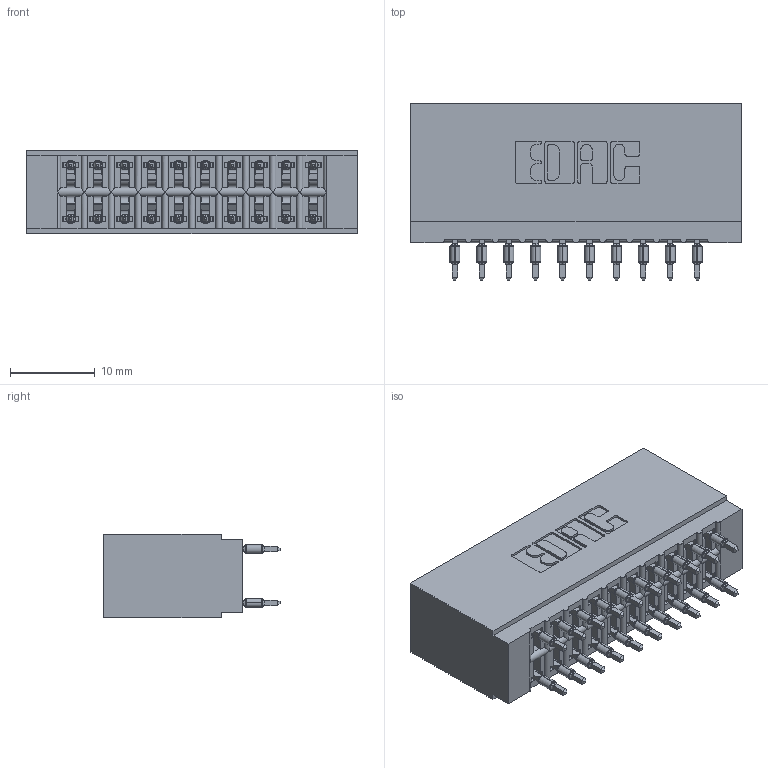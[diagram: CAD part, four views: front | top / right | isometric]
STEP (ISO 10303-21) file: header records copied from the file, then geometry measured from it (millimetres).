
FILE_DESCRIPTION (( 'STEP AP203' ), '1' );
FILE_NAME ('746-020-560-201.STEP', '2026-02-26T22:27:43', ( '' ), ( '' ), 'SwSTEP 2.0', 'SolidWorks 2023', '' );
FILE_SCHEMA (( 'CONFIG_CONTROL_DESIGN' ));
Length unit declared in the file: millimetre
Products named in the file (3): 746-020-560-201; 746 Part_.515 Slot Depth - 01; 746-292-001_560
Assembly tree (21 placements, depth 2):
  746-020-560-201
    746 Part_.515 Slot Depth - 01
    746-292-001_560  x20
Bounding box: 38.99 x 20.82 x 9.91 mm (x, y, z)
Volume: 4454.5 mm3; surface area: 6837.2 mm2
Topology: 21 solids, 21 shells, 1987 faces, 5523 edges, 3545 vertices
Faces by surface type: plane 995, cylinder 472, bspline 400, torus 120
Entity records: 20136 total; most frequent: CARTESIAN_POINT 4279, ORIENTED_EDGE 3370, DIRECTION 2875, EDGE_CURVE 1685, VECTOR 1393, LINE 1393, VERTEX_POINT 1113, AXIS2_PLACEMENT_3D 741
